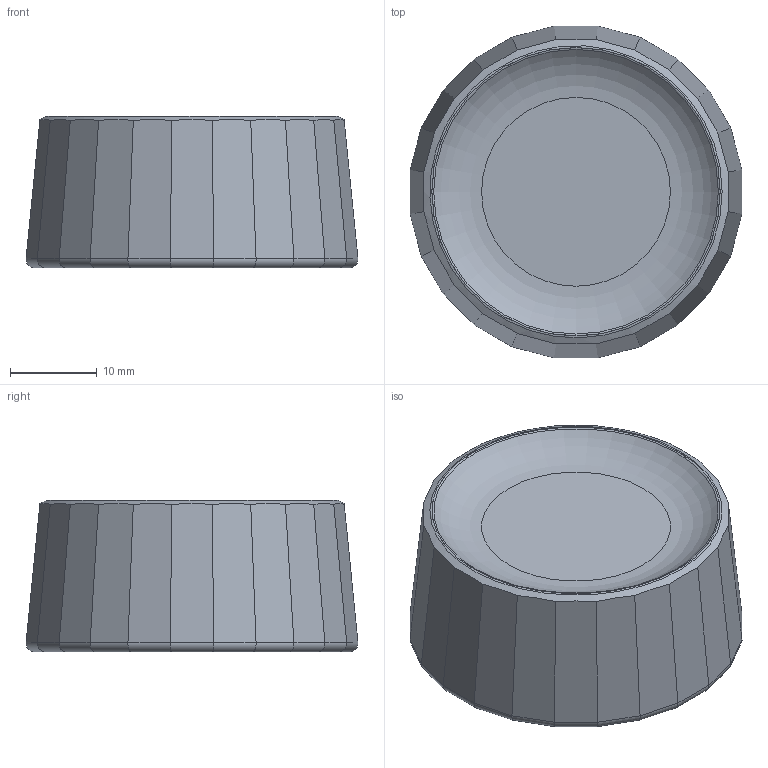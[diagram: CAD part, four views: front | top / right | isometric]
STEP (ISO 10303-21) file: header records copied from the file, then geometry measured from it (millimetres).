
FILE_DESCRIPTION(('FreeCAD Model'),'2;1');
FILE_NAME('Open CASCADE Shape Model','2025-01-30T06:12:37',('FreeCAD'),( 'FreeCAD'),'Open CASCADE STEP processor 7.7','FreeCAD','Unknown');
FILE_SCHEMA(('AUTOMOTIVE_DESIGN { 1 0 10303 214 1 1 1 1 }'));
Length unit declared in the file: millimetre
Products named in the file (1): Open CASCADE STEP translator 7.7 1
Bounding box: 38.29 x 38.29 x 17.5 mm (x, y, z)
Volume: 14311 mm3; surface area: 4809.3 mm2
Topology: 1 solids, 1 shells, 66 faces, 153 edges, 92 vertices
Faces by surface type: plane 30, cylinder 29, torus 6, cone 1
Full cylindrical faces by diameter (mm): 20 x1
Entity records: 1884 total; most frequent: CARTESIAN_POINT 403, ORIENTED_EDGE 306, DIRECTION 304, EDGE_CURVE 153, AXIS2_PLACEMENT_3D 112, VERTEX_POINT 92, LINE 80, VECTOR 80
